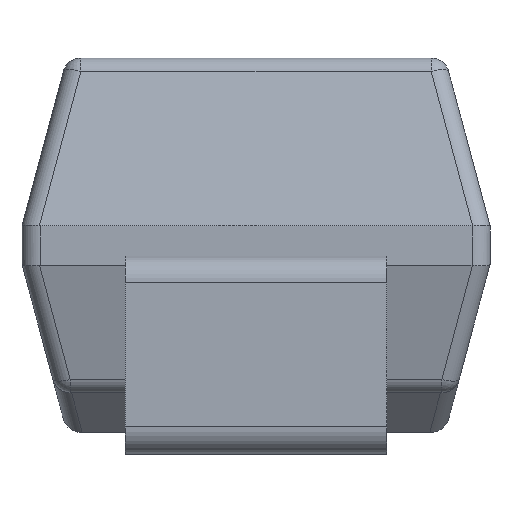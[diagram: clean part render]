
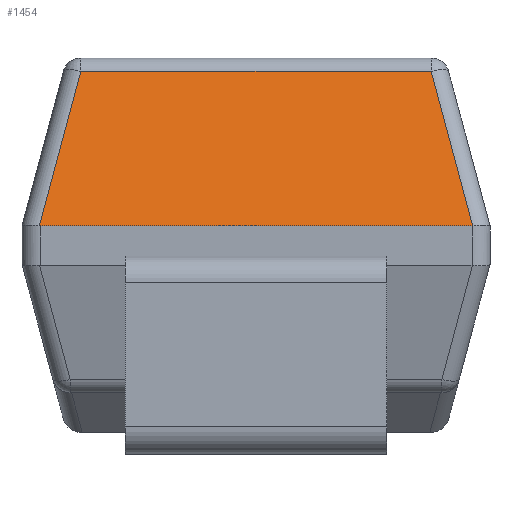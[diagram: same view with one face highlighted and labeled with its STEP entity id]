
A CAD part, front view. The second image highlights one B-rep face of the part: STEP entity #1454.
In plain terms, the highlighted planar face has unit normal (0, -0.966, 0.259).
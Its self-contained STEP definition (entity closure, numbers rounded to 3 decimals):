
#72=ELLIPSE('',#1551,0.386,0.1);
#76=ELLIPSE('',#1561,0.386,0.1);
#152=FACE_OUTER_BOUND('',#233,.T.);
#233=EDGE_LOOP('',(#1028,#1029,#1030,#1031,#1032,#1033));
#308=LINE('',#2221,#446);
#313=LINE('',#2257,#451);
#318=LINE('',#2266,#456);
#336=LINE('',#2328,#474);
#446=VECTOR('',#1751,1.947);
#451=VECTOR('',#1770,0.918);
#456=VECTOR('',#1781,0.918);
#474=VECTOR('',#1827,2.4);
#596=VERTEX_POINT('',#2207);
#601=VERTEX_POINT('',#2217);
#606=VERTEX_POINT('',#2231);
#607=VERTEX_POINT('',#2233);
#610=VERTEX_POINT('',#2265);
#614=VERTEX_POINT('',#2277);
#740=EDGE_CURVE('',#596,#601,#308,.T.);
#746=EDGE_CURVE('',#606,#607,#72,.T.);
#751=EDGE_CURVE('',#601,#606,#313,.T.);
#756=EDGE_CURVE('',#610,#596,#318,.T.);
#763=EDGE_CURVE('',#614,#610,#76,.T.);
#781=EDGE_CURVE('',#614,#607,#336,.T.);
#1028=ORIENTED_EDGE('',*,*,#746,.F.);
#1029=ORIENTED_EDGE('',*,*,#751,.F.);
#1030=ORIENTED_EDGE('',*,*,#740,.F.);
#1031=ORIENTED_EDGE('',*,*,#756,.F.);
#1032=ORIENTED_EDGE('',*,*,#763,.F.);
#1033=ORIENTED_EDGE('',*,*,#781,.T.);
#1336=PLANE('',#1570);
#1454=ADVANCED_FACE('',(#152),#1336,.T.);
#1551=AXIS2_PLACEMENT_3D('',#2234,#1762,#1763);
#1561=AXIS2_PLACEMENT_3D('',#2279,#1794,#1795);
#1570=AXIS2_PLACEMENT_3D('',#2327,#1825,#1826);
#1751=DIRECTION('',(1.,0.,0.));
#1762=DIRECTION('center_axis',(0.,0.966,-0.259));
#1763=DIRECTION('ref_axis',(0.,-0.259,-0.966));
#1770=DIRECTION('',(0.251,-0.251,-0.935));
#1781=DIRECTION('',(0.251,0.251,0.935));
#1794=DIRECTION('center_axis',(0.,0.966,-0.259));
#1795=DIRECTION('ref_axis',(0.,-0.259,-0.966));
#1825=DIRECTION('center_axis',(0.,-0.966,0.259));
#1826=DIRECTION('ref_axis',(0.,-0.259,-0.966));
#1827=DIRECTION('',(1.,0.,0.));
#2207=CARTESIAN_POINT('',(-0.973,-1.92,2.126));
#2217=CARTESIAN_POINT('',(0.973,-1.92,2.126));
#2221=CARTESIAN_POINT('',(0.,-1.92,2.126));
#2231=CARTESIAN_POINT('',(1.203,-2.15,1.267));
#2233=CARTESIAN_POINT('',(1.2,-2.15,1.267));
#2234=CARTESIAN_POINT('Origin',(1.2,-2.05,1.64));
#2257=CARTESIAN_POINT('',(0.95,-1.897,2.212));
#2265=CARTESIAN_POINT('',(-1.203,-2.15,1.267));
#2266=CARTESIAN_POINT('',(-0.95,-1.897,2.212));
#2277=CARTESIAN_POINT('',(-1.2,-2.15,1.267));
#2279=CARTESIAN_POINT('Origin',(-1.2,-2.05,1.64));
#2327=CARTESIAN_POINT('Origin',(0.,-2.025,1.733));
#2328=CARTESIAN_POINT('',(0.,-2.15,1.267));
